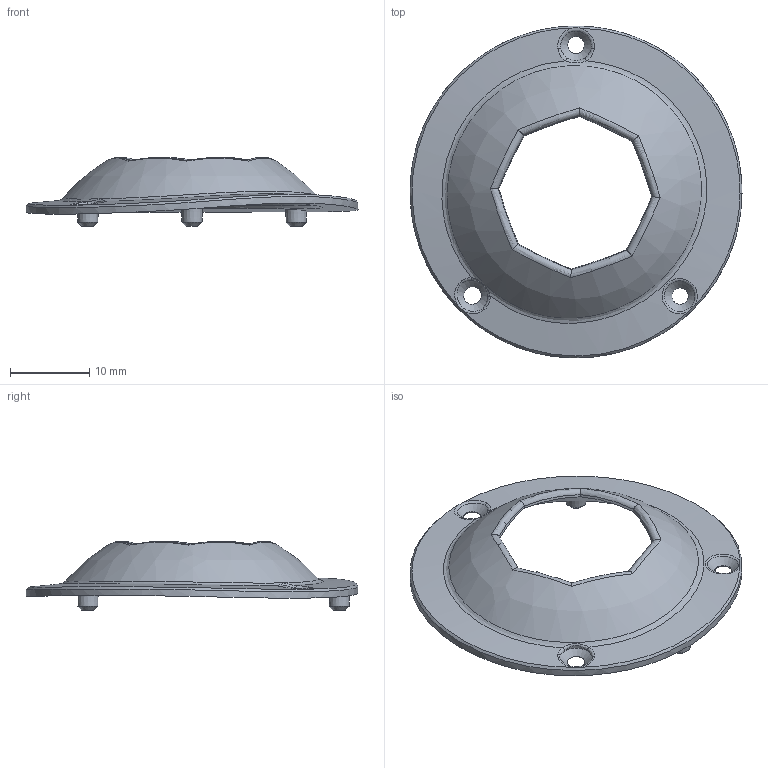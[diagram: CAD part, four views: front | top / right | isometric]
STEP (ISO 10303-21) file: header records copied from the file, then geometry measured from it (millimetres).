
FILE_DESCRIPTION(/* description */ (''),/* implementation_level */ '2;1');
FILE_NAME(/* name */ 'GatePlate.step',/* time_stamp */ '2023-11-08T14:58:18-08:00',/* author */ (''),/* organization */ (''),/* preprocessor_version */ 'ST-DEVELOPER v20',/* originating_system */ 'Autodesk Translation Framework v12.14.0.127',/* authorisation */ '');
FILE_SCHEMA (('AUTOMOTIVE_DESIGN { 1 0 10303 214 3 1 1 }'));
Length unit declared in the file: millimetre
Products named in the file (1): GatePlate
Bounding box: 42 x 42 x 8.72 mm (x, y, z)
Volume: 1235.6 mm3; surface area: 2749.8 mm2
Topology: 1 solids, 1 shells, 50 faces, 138 edges, 89 vertices
Faces by surface type: bspline 15, plane 11, cone 9, torus 8, cylinder 5, sphere 2
Full cylindrical faces by diameter (mm): 2.1 x1, 42 x1
Entity records: 3658 total; most frequent: CARTESIAN_POINT 2455, ORIENTED_EDGE 276, DIRECTION 196, EDGE_CURVE 138, VERTEX_POINT 89, AXIS2_PLACEMENT_3D 88, B_SPLINE_CURVE_WITH_KNOTS 66, EDGE_LOOP 57
